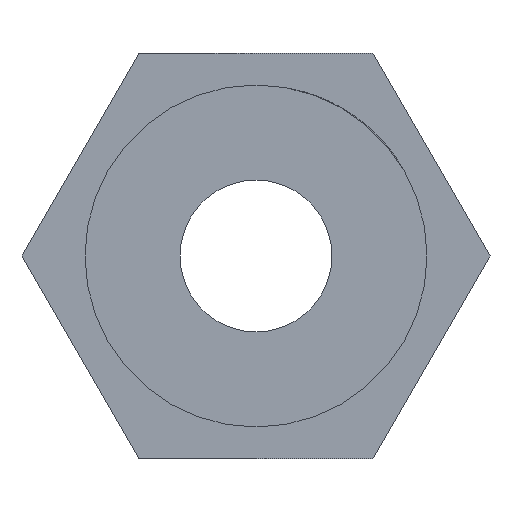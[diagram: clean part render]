
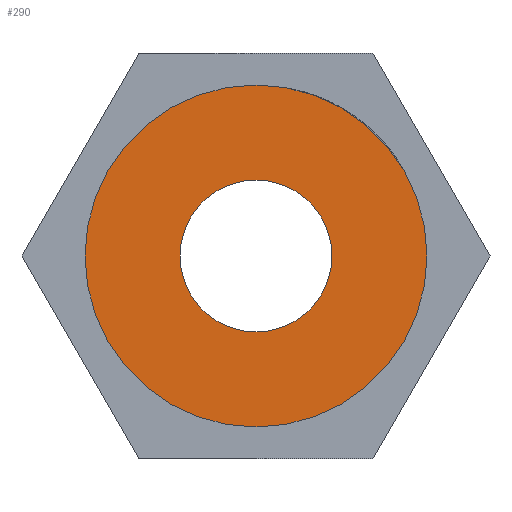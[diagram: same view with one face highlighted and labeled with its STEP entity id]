
A CAD part, left-side view. The second image highlights one B-rep face of the part: STEP entity #290.
In plain terms, the highlighted planar face has unit normal (-1, 0, 0).
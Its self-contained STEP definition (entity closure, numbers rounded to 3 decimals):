
#130 = AXIS2_PLACEMENT_3D ( 'NONE', #3916, #4348, #5098 ) ;
#210 = CARTESIAN_POINT ( 'NONE',  ( 0., 0., 6.75 ) ) ;
#290 = ADVANCED_FACE ( 'NONE', ( #2939, #4589 ), #925, .F. ) ;
#320 = EDGE_CURVE ( 'NONE', #4313, #1306, #1908, .T. ) ;
#382 = EDGE_LOOP ( 'NONE', ( #2818, #3590 ) ) ;
#386 = VERTEX_POINT ( 'NONE', #4687 ) ;
#557 = EDGE_CURVE ( 'NONE', #386, #878, #2519, .T. ) ;
#839 = DIRECTION ( 'NONE',  ( 0., 0., 1. ) ) ;
#878 = VERTEX_POINT ( 'NONE', #210 ) ;
#898 = CARTESIAN_POINT ( 'NONE',  ( 0., 0., 0. ) ) ;
#925 = PLANE ( 'NONE',  #3381 ) ;
#1084 = CIRCLE ( 'NONE', #130, 3. ) ;
#1306 = VERTEX_POINT ( 'NONE', #4433 ) ;
#1322 = CARTESIAN_POINT ( 'NONE',  ( 0., 0., 0. ) ) ;
#1522 = EDGE_CURVE ( 'NONE', #878, #386, #4932, .T. ) ;
#1571 = AXIS2_PLACEMENT_3D ( 'NONE', #2660, #3039, #3854 ) ;
#1908 = CIRCLE ( 'NONE', #1571, 3. ) ;
#2059 = DIRECTION ( 'NONE',  ( -1., 0., 0. ) ) ;
#2139 = CARTESIAN_POINT ( 'NONE',  ( 0., 0., 0. ) ) ;
#2428 = AXIS2_PLACEMENT_3D ( 'NONE', #1322, #4529, #839 ) ;
#2516 = DIRECTION ( 'NONE',  ( 0., 0., 1. ) ) ;
#2519 = CIRCLE ( 'NONE', #2428, 6.75 ) ;
#2536 = DIRECTION ( 'NONE',  ( 1., 0., 0. ) ) ;
#2561 = DIRECTION ( 'NONE',  ( 0., 0., -1. ) ) ;
#2660 = CARTESIAN_POINT ( 'NONE',  ( 0., 0., 0. ) ) ;
#2753 = EDGE_LOOP ( 'NONE', ( #4479, #3579 ) ) ;
#2818 = ORIENTED_EDGE ( 'NONE', *, *, #320, .T. ) ;
#2939 = FACE_BOUND ( 'NONE', #382, .T. ) ;
#3039 = DIRECTION ( 'NONE',  ( 1., 0., 0. ) ) ;
#3381 = AXIS2_PLACEMENT_3D ( 'NONE', #898, #2536, #2561 ) ;
#3579 = ORIENTED_EDGE ( 'NONE', *, *, #557, .T. ) ;
#3590 = ORIENTED_EDGE ( 'NONE', *, *, #4882, .T. ) ;
#3854 = DIRECTION ( 'NONE',  ( 0., 0., -1. ) ) ;
#3916 = CARTESIAN_POINT ( 'NONE',  ( 0., 0., 0. ) ) ;
#4313 = VERTEX_POINT ( 'NONE', #5165 ) ;
#4348 = DIRECTION ( 'NONE',  ( 1., 0., 0. ) ) ;
#4433 = CARTESIAN_POINT ( 'NONE',  ( 0., 0., -3. ) ) ;
#4479 = ORIENTED_EDGE ( 'NONE', *, *, #1522, .T. ) ;
#4529 = DIRECTION ( 'NONE',  ( -1., 0., 0. ) ) ;
#4589 = FACE_OUTER_BOUND ( 'NONE', #2753, .T. ) ;
#4687 = CARTESIAN_POINT ( 'NONE',  ( 0., 0., -6.75 ) ) ;
#4844 = AXIS2_PLACEMENT_3D ( 'NONE', #2139, #2059, #2516 ) ;
#4882 = EDGE_CURVE ( 'NONE', #1306, #4313, #1084, .T. ) ;
#4932 = CIRCLE ( 'NONE', #4844, 6.75 ) ;
#5098 = DIRECTION ( 'NONE',  ( 0., 0., -1. ) ) ;
#5165 = CARTESIAN_POINT ( 'NONE',  ( 0., 0., 3. ) ) ;
